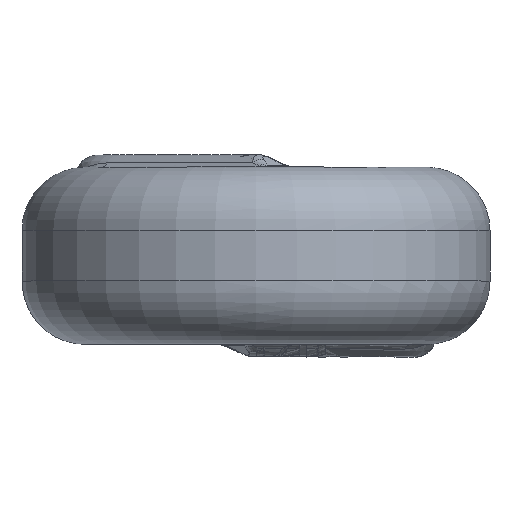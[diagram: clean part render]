
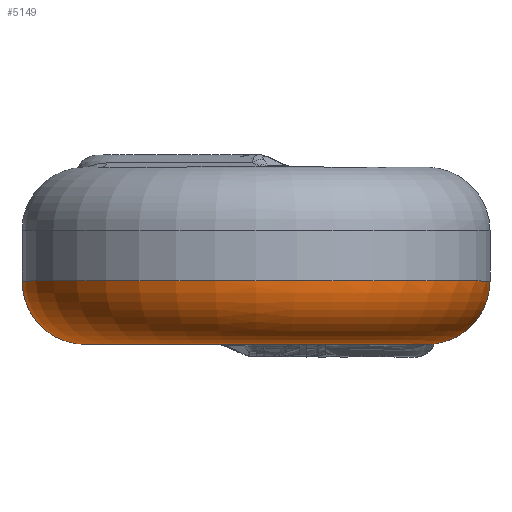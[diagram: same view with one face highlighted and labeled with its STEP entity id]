
A CAD part, top view. The second image highlights one B-rep face of the part: STEP entity #5149.
In plain terms, the highlighted toroidal (fillet/blend) face has major radius 2.7 mm and minor radius 1 mm.
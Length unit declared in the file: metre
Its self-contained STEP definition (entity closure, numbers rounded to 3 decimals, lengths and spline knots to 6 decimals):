
#24=TOROIDAL_SURFACE('',#5371,0.0027,0.001);
#83=CIRCLE('',#5369,0.0037);
#85=CIRCLE('',#5372,0.0027);
#1402=ORIENTED_EDGE('',*,*,#2222,.T.);
#1403=ORIENTED_EDGE('',*,*,#2219,.T.);
#1404=ORIENTED_EDGE('',*,*,#2244,.T.);
#1405=ORIENTED_EDGE('',*,*,#2225,.T.);
#1406=ORIENTED_EDGE('',*,*,#2242,.F.);
#2219=EDGE_CURVE('',#2642,#2645,#2869,.T.);
#2222=EDGE_CURVE('',#2646,#2642,#2871,.T.);
#2225=EDGE_CURVE('',#2648,#2646,#2873,.T.);
#2242=EDGE_CURVE('',#2663,#2663,#83,.T.);
#2244=EDGE_CURVE('',#2645,#2648,#85,.T.);
#2642=VERTEX_POINT('',#8284);
#2645=VERTEX_POINT('',#8292);
#2646=VERTEX_POINT('',#8370);
#2648=VERTEX_POINT('',#8419);
#2663=VERTEX_POINT('',#8731);
#2869=B_SPLINE_CURVE_WITH_KNOTS('',3,(#8293,#8294,#8295,#8296),
 .UNSPECIFIED.,.F.,.F.,(4,4),(0.,1.),.UNSPECIFIED.);
#2871=B_SPLINE_CURVE_WITH_KNOTS('',3,(#8388,#8389,#8390,#8391,#8392,#8393,
#8394,#8395,#8396,#8397,#8398,#8399,#8400,#8401,#8402),.UNSPECIFIED.,.F.,
 .F.,(4,1,1,1,1,1,1,1,1,1,1,1,4),(0.,0.125,0.25,0.375,0.4375,0.5,0.5625,
0.625,0.6875,0.75,0.8125,0.875,1.),.UNSPECIFIED.);
#2873=B_SPLINE_CURVE_WITH_KNOTS('',3,(#8426,#8427,#8428,#8429,#8430),
 .UNSPECIFIED.,.F.,.F.,(4,1,4),(0.,0.5,1.),.UNSPECIFIED.);
#3169=EDGE_LOOP('',(#1402,#1403,#1404,#1405));
#3170=EDGE_LOOP('',(#1406));
#3400=FACE_BOUND('',#3169,.T.);
#3401=FACE_BOUND('',#3170,.T.);
#5149=ADVANCED_FACE('',(#3400,#3401),#24,.T.);
#5369=AXIS2_PLACEMENT_3D('',#8730,#5962,#5963);
#5371=AXIS2_PLACEMENT_3D('',#8734,#5966,#5967);
#5372=AXIS2_PLACEMENT_3D('',#8735,#5968,#5969);
#5962=DIRECTION('',(0.,1.,0.));
#5963=DIRECTION('',(0.,0.,1.));
#5966=DIRECTION('',(0.,1.,0.));
#5967=DIRECTION('',(0.,0.,1.));
#5968=DIRECTION('',(0.,1.,0.));
#5969=DIRECTION('',(0.,0.,1.));
#8284=CARTESIAN_POINT('',(0.002012,-0.001367,-0.002163));
#8292=CARTESIAN_POINT('',(0.001961,-0.0014,-0.001856));
#8293=CARTESIAN_POINT('',(0.002012,-0.001367,-0.002163));
#8294=CARTESIAN_POINT('',(0.002034,-0.001385,-0.00205));
#8295=CARTESIAN_POINT('',(0.002018,-0.0014,-0.001938));
#8296=CARTESIAN_POINT('',(0.001961,-0.0014,-0.001856));
#8370=CARTESIAN_POINT('',(0.002866,-0.000923,-0.002099));
#8388=CARTESIAN_POINT('',(0.002866,-0.000923,-0.002099));
#8389=CARTESIAN_POINT('',(0.002833,-0.000867,-0.002203));
#8390=CARTESIAN_POINT('',(0.002741,-0.000765,-0.002391));
#8391=CARTESIAN_POINT('',(0.002582,-0.000677,-0.002601));
#8392=CARTESIAN_POINT('',(0.002401,-0.000638,-0.002783));
#8393=CARTESIAN_POINT('',(0.002195,-0.000668,-0.002934));
#8394=CARTESIAN_POINT('',(0.002092,-0.000716,-0.002992));
#8395=CARTESIAN_POINT('',(0.001955,-0.000832,-0.003031));
#8396=CARTESIAN_POINT('',(0.001882,-0.000965,-0.002984));
#8397=CARTESIAN_POINT('',(0.001862,-0.001063,-0.00291));
#8398=CARTESIAN_POINT('',(0.001884,-0.001187,-0.002738));
#8399=CARTESIAN_POINT('',(0.001906,-0.001233,-0.00264));
#8400=CARTESIAN_POINT('',(0.001949,-0.00131,-0.002449));
#8401=CARTESIAN_POINT('',(0.001987,-0.001348,-0.002285));
#8402=CARTESIAN_POINT('',(0.002012,-0.001367,-0.002163));
#8419=CARTESIAN_POINT('',(0.002449,-0.0014,-0.001138));
#8426=CARTESIAN_POINT('',(0.002449,-0.0014,-0.001138));
#8427=CARTESIAN_POINT('',(0.002595,-0.0014,-0.001283));
#8428=CARTESIAN_POINT('',(0.002894,-0.001275,-0.001566));
#8429=CARTESIAN_POINT('',(0.002919,-0.001015,-0.001931));
#8430=CARTESIAN_POINT('',(0.002866,-0.000923,-0.002099));
#8730=CARTESIAN_POINT('',(0.,-0.0004,0.));
#8731=CARTESIAN_POINT('',(0.,-0.0004,0.0037));
#8734=CARTESIAN_POINT('',(0.,-0.0004,0.));
#8735=CARTESIAN_POINT('',(0.,-0.0014,0.));
